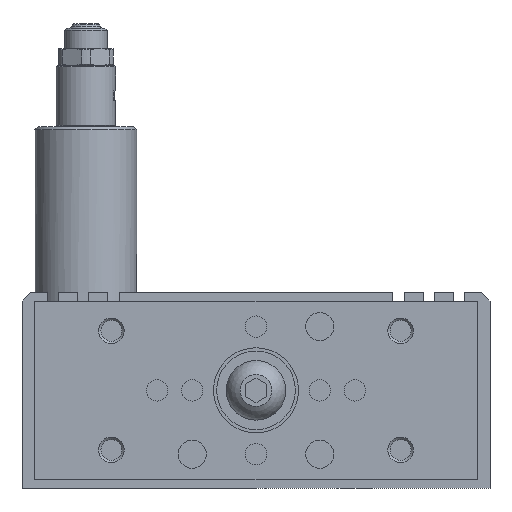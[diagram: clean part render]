
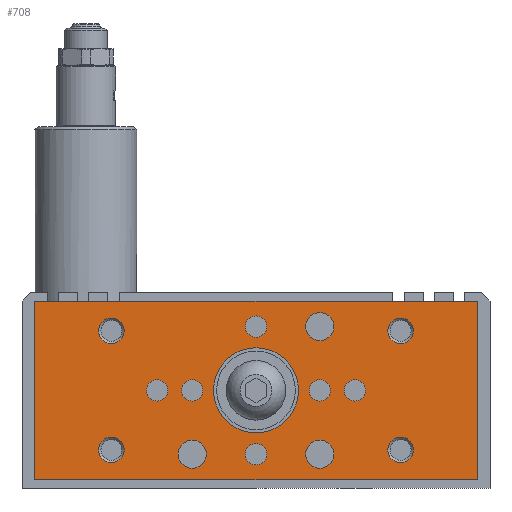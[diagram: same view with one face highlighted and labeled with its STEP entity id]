
A CAD part, left-side view. The second image highlights one B-rep face of the part: STEP entity #708.
In plain terms, the highlighted planar face has unit normal (-1, 0, 0).
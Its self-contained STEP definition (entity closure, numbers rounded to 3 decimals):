
#708 = ADVANCED_FACE( '', ( #1640, #1641, #1642, #1643, #1644, #1645, #1646, #1647, #1648, #1649, #1650, #1651, #1652, #1653, #1654 ), #1655, .F. );
#1640 = FACE_BOUND( '', #2752, .T. );
#1641 = FACE_BOUND( '', #2753, .T. );
#1642 = FACE_BOUND( '', #2754, .T. );
#1643 = FACE_BOUND( '', #2755, .T. );
#1644 = FACE_BOUND( '', #2756, .T. );
#1645 = FACE_BOUND( '', #2757, .T. );
#1646 = FACE_BOUND( '', #2758, .T. );
#1647 = FACE_BOUND( '', #2759, .T. );
#1648 = FACE_BOUND( '', #2760, .T. );
#1649 = FACE_BOUND( '', #2761, .T. );
#1650 = FACE_BOUND( '', #2762, .T. );
#1651 = FACE_BOUND( '', #2763, .T. );
#1652 = FACE_BOUND( '', #2764, .T. );
#1653 = FACE_BOUND( '', #2765, .T. );
#1654 = FACE_OUTER_BOUND( '', #2766, .T. );
#1655 = PLANE( '', #2767 );
#2752 = EDGE_LOOP( '', ( #4622 ) );
#2753 = EDGE_LOOP( '', ( #4623 ) );
#2754 = EDGE_LOOP( '', ( #4624 ) );
#2755 = EDGE_LOOP( '', ( #4625 ) );
#2756 = EDGE_LOOP( '', ( #4626 ) );
#2757 = EDGE_LOOP( '', ( #4627 ) );
#2758 = EDGE_LOOP( '', ( #4628 ) );
#2759 = EDGE_LOOP( '', ( #4629 ) );
#2760 = EDGE_LOOP( '', ( #4630 ) );
#2761 = EDGE_LOOP( '', ( #4631 ) );
#2762 = EDGE_LOOP( '', ( #4632 ) );
#2763 = EDGE_LOOP( '', ( #4633 ) );
#2764 = EDGE_LOOP( '', ( #4634 ) );
#2765 = EDGE_LOOP( '', ( #4635 ) );
#2766 = EDGE_LOOP( '', ( #4636, #4637, #4638, #4639 ) );
#2767 = AXIS2_PLACEMENT_3D( '', #4640, #4641, #4642 );
#4622 = ORIENTED_EDGE( '', *, *, #5763, .T. );
#4623 = ORIENTED_EDGE( '', *, *, #6001, .T. );
#4624 = ORIENTED_EDGE( '', *, *, #5514, .T. );
#4625 = ORIENTED_EDGE( '', *, *, #5842, .T. );
#4626 = ORIENTED_EDGE( '', *, *, #5987, .T. );
#4627 = ORIENTED_EDGE( '', *, *, #6099, .T. );
#4628 = ORIENTED_EDGE( '', *, *, #6125, .T. );
#4629 = ORIENTED_EDGE( '', *, *, #6072, .F. );
#4630 = ORIENTED_EDGE( '', *, *, #6126, .T. );
#4631 = ORIENTED_EDGE( '', *, *, #5675, .T. );
#4632 = ORIENTED_EDGE( '', *, *, #6127, .F. );
#4633 = ORIENTED_EDGE( '', *, *, #6128, .F. );
#4634 = ORIENTED_EDGE( '', *, *, #5942, .T. );
#4635 = ORIENTED_EDGE( '', *, *, #6129, .T. );
#4636 = ORIENTED_EDGE( '', *, *, #6020, .F. );
#4637 = ORIENTED_EDGE( '', *, *, #6130, .F. );
#4638 = ORIENTED_EDGE( '', *, *, #6131, .F. );
#4639 = ORIENTED_EDGE( '', *, *, #6132, .F. );
#4640 = CARTESIAN_POINT( '', ( -106., 52., 44. ) );
#4641 = DIRECTION( '', ( 1., 0., 0. ) );
#4642 = DIRECTION( '', ( 0., 0., 1. ) );
#5514 = EDGE_CURVE( '', #6410, #6410, #6411, .T. );
#5675 = EDGE_CURVE( '', #6682, #6682, #6683, .T. );
#5763 = EDGE_CURVE( '', #6836, #6836, #6837, .T. );
#5842 = EDGE_CURVE( '', #6960, #6960, #6961, .T. );
#5942 = EDGE_CURVE( '', #7102, #7102, #7103, .T. );
#5987 = EDGE_CURVE( '', #7166, #7166, #7167, .T. );
#6001 = EDGE_CURVE( '', #7186, #7186, #7187, .T. );
#6020 = EDGE_CURVE( '', #7215, #7217, #7218, .T. );
#6072 = EDGE_CURVE( '', #7286, #7286, #7287, .T. );
#6099 = EDGE_CURVE( '', #7320, #7320, #7321, .T. );
#6125 = EDGE_CURVE( '', #7353, #7353, #7354, .T. );
#6126 = EDGE_CURVE( '', #7355, #7355, #7356, .T. );
#6127 = EDGE_CURVE( '', #7357, #7357, #7358, .T. );
#6128 = EDGE_CURVE( '', #7359, #7359, #7360, .T. );
#6129 = EDGE_CURVE( '', #7361, #7361, #7362, .T. );
#6130 = EDGE_CURVE( '', #7363, #7215, #7364, .T. );
#6131 = EDGE_CURVE( '', #7365, #7363, #7366, .T. );
#6132 = EDGE_CURVE( '', #7217, #7365, #7367, .T. );
#6410 = VERTEX_POINT( '', #7694 );
#6411 = CIRCLE( '', #7695, 2.51 );
#6682 = VERTEX_POINT( '', #8230 );
#6683 = CIRCLE( '', #8231, 3. );
#6836 = VERTEX_POINT( '', #8467 );
#6837 = CIRCLE( '', #8468, 2.51 );
#6960 = VERTEX_POINT( '', #8711 );
#6961 = CIRCLE( '', #8712, 2.51 );
#7102 = VERTEX_POINT( '', #8993 );
#7103 = CIRCLE( '', #8994, 3. );
#7166 = VERTEX_POINT( '', #9081 );
#7167 = CIRCLE( '', #9082, 3.3 );
#7186 = VERTEX_POINT( '', #9103 );
#7187 = CIRCLE( '', #9104, 2.51 );
#7215 = VERTEX_POINT( '', #9147 );
#7217 = VERTEX_POINT( '', #9150 );
#7218 = LINE( '', #9151, #9152 );
#7286 = VERTEX_POINT( '', #9249 );
#7287 = CIRCLE( '', #9250, 2.51 );
#7320 = VERTEX_POINT( '', #9294 );
#7321 = CIRCLE( '', #9295, 3.3 );
#7353 = VERTEX_POINT( '', #9347 );
#7354 = CIRCLE( '', #9348, 3.3 );
#7355 = VERTEX_POINT( '', #9349 );
#7356 = CIRCLE( '', #9350, 2.51 );
#7357 = VERTEX_POINT( '', #9351 );
#7358 = CIRCLE( '', #9352, 3. );
#7359 = VERTEX_POINT( '', #9353 );
#7360 = CIRCLE( '', #9354, 3. );
#7361 = VERTEX_POINT( '', #9355 );
#7362 = CIRCLE( '', #9356, 10. );
#7363 = VERTEX_POINT( '', #9357 );
#7364 = LINE( '', #9358, #9359 );
#7365 = VERTEX_POINT( '', #9360 );
#7366 = LINE( '', #9361, #9362 );
#7367 = LINE( '', #9363, #9364 );
#7694 = CARTESIAN_POINT( '', ( -106., 0., 35.49 ) );
#7695 = AXIS2_PLACEMENT_3D( '', #9693, #9694, #9695 );
#8230 = CARTESIAN_POINT( '', ( -106., 31., 9. ) );
#8231 = AXIS2_PLACEMENT_3D( '', #9909, #9910, #9911 );
#8467 = CARTESIAN_POINT( '', ( -106., 0., 10.51 ) );
#8468 = AXIS2_PLACEMENT_3D( '', #10023, #10024, #10025 );
#8711 = CARTESIAN_POINT( '', ( -106., -12.49, 23. ) );
#8712 = AXIS2_PLACEMENT_3D( '', #10130, #10131, #10132 );
#8993 = CARTESIAN_POINT( '', ( -106., -31., 37. ) );
#8994 = AXIS2_PLACEMENT_3D( '', #10243, #10244, #10245 );
#9081 = CARTESIAN_POINT( '', ( -106., 15., 4.7 ) );
#9082 = AXIS2_PLACEMENT_3D( '', #10299, #10300, #10301 );
#9103 = CARTESIAN_POINT( '', ( -106., 12.49, 23. ) );
#9104 = AXIS2_PLACEMENT_3D( '', #10319, #10320, #10321 );
#9147 = CARTESIAN_POINT( '', ( -106., 52., 2. ) );
#9150 = CARTESIAN_POINT( '', ( -106., 52., 44. ) );
#9151 = CARTESIAN_POINT( '', ( -106., 52., 2. ) );
#9152 = VECTOR( '', #10339, 1000. );
#9249 = CARTESIAN_POINT( '', ( -106., 20.74, 23. ) );
#9250 = AXIS2_PLACEMENT_3D( '', #10393, #10394, #10395 );
#9294 = CARTESIAN_POINT( '', ( -106., -15., 4.7 ) );
#9295 = AXIS2_PLACEMENT_3D( '', #10422, #10423, #10424 );
#9347 = CARTESIAN_POINT( '', ( -106., -15., 34.7 ) );
#9348 = AXIS2_PLACEMENT_3D( '', #10451, #10452, #10453 );
#9349 = CARTESIAN_POINT( '', ( -106., -20.74, 23. ) );
#9350 = AXIS2_PLACEMENT_3D( '', #10454, #10455, #10456 );
#9351 = CARTESIAN_POINT( '', ( -106., -31., 9. ) );
#9352 = AXIS2_PLACEMENT_3D( '', #10457, #10458, #10459 );
#9353 = CARTESIAN_POINT( '', ( -106., 31., 37. ) );
#9354 = AXIS2_PLACEMENT_3D( '', #10460, #10461, #10462 );
#9355 = CARTESIAN_POINT( '', ( -106., 10., 23. ) );
#9356 = AXIS2_PLACEMENT_3D( '', #10463, #10464, #10465 );
#9357 = CARTESIAN_POINT( '', ( -106., -52., 2. ) );
#9358 = CARTESIAN_POINT( '', ( -106., -52., 2. ) );
#9359 = VECTOR( '', #10466, 1000. );
#9360 = CARTESIAN_POINT( '', ( -106., -52., 44. ) );
#9361 = CARTESIAN_POINT( '', ( -106., -52., 44. ) );
#9362 = VECTOR( '', #10467, 1000. );
#9363 = CARTESIAN_POINT( '', ( -106., 52., 44. ) );
#9364 = VECTOR( '', #10468, 1000. );
#9693 = CARTESIAN_POINT( '', ( -106., 0., 38. ) );
#9694 = DIRECTION( '', ( 1., 0., 0. ) );
#9695 = DIRECTION( '', ( 0., 0., -1. ) );
#9909 = CARTESIAN_POINT( '', ( -106., 34., 9. ) );
#9910 = DIRECTION( '', ( 1., 0., 0. ) );
#9911 = DIRECTION( '', ( 0., -1., 0. ) );
#10023 = CARTESIAN_POINT( '', ( -106., 0., 8. ) );
#10024 = DIRECTION( '', ( 1., 0., 0. ) );
#10025 = DIRECTION( '', ( 0., 0., 1. ) );
#10130 = CARTESIAN_POINT( '', ( -106., -15., 23. ) );
#10131 = DIRECTION( '', ( 1., 0., 0. ) );
#10132 = DIRECTION( '', ( 0., 1., 0. ) );
#10243 = CARTESIAN_POINT( '', ( -106., -34., 37. ) );
#10244 = DIRECTION( '', ( 1., 0., 0. ) );
#10245 = DIRECTION( '', ( 0., 1., 0. ) );
#10299 = CARTESIAN_POINT( '', ( -106., 15., 8. ) );
#10300 = DIRECTION( '', ( 1., 0., 0. ) );
#10301 = DIRECTION( '', ( 0., 0., -1. ) );
#10319 = CARTESIAN_POINT( '', ( -106., 15., 23. ) );
#10320 = DIRECTION( '', ( 1., 0., 0. ) );
#10321 = DIRECTION( '', ( 0., -1., 0. ) );
#10339 = DIRECTION( '', ( 0., 0., 1. ) );
#10393 = CARTESIAN_POINT( '', ( -106., 23.25, 23. ) );
#10394 = DIRECTION( '', ( -1., 0., 0. ) );
#10395 = DIRECTION( '', ( 0., -1., 0. ) );
#10422 = CARTESIAN_POINT( '', ( -106., -15., 8. ) );
#10423 = DIRECTION( '', ( 1., 0., 0. ) );
#10424 = DIRECTION( '', ( 0., 0., -1. ) );
#10451 = CARTESIAN_POINT( '', ( -106., -15., 38. ) );
#10452 = DIRECTION( '', ( 1., 0., 0. ) );
#10453 = DIRECTION( '', ( 0., 0., -1. ) );
#10454 = CARTESIAN_POINT( '', ( -106., -23.25, 23. ) );
#10455 = DIRECTION( '', ( 1., 0., 0. ) );
#10456 = DIRECTION( '', ( 0., 1., 0. ) );
#10457 = CARTESIAN_POINT( '', ( -106., -34., 9. ) );
#10458 = DIRECTION( '', ( -1., 0., 0. ) );
#10459 = DIRECTION( '', ( 0., 1., 0. ) );
#10460 = CARTESIAN_POINT( '', ( -106., 34., 37. ) );
#10461 = DIRECTION( '', ( -1., 0., 0. ) );
#10462 = DIRECTION( '', ( 0., -1., 0. ) );
#10463 = CARTESIAN_POINT( '', ( -106., 0., 23. ) );
#10464 = DIRECTION( '', ( 1., 0., 0. ) );
#10465 = DIRECTION( '', ( 0., 1., 0. ) );
#10466 = DIRECTION( '', ( 0., 1., 0. ) );
#10467 = DIRECTION( '', ( 0., 0., -1. ) );
#10468 = DIRECTION( '', ( 0., -1., 0. ) );
